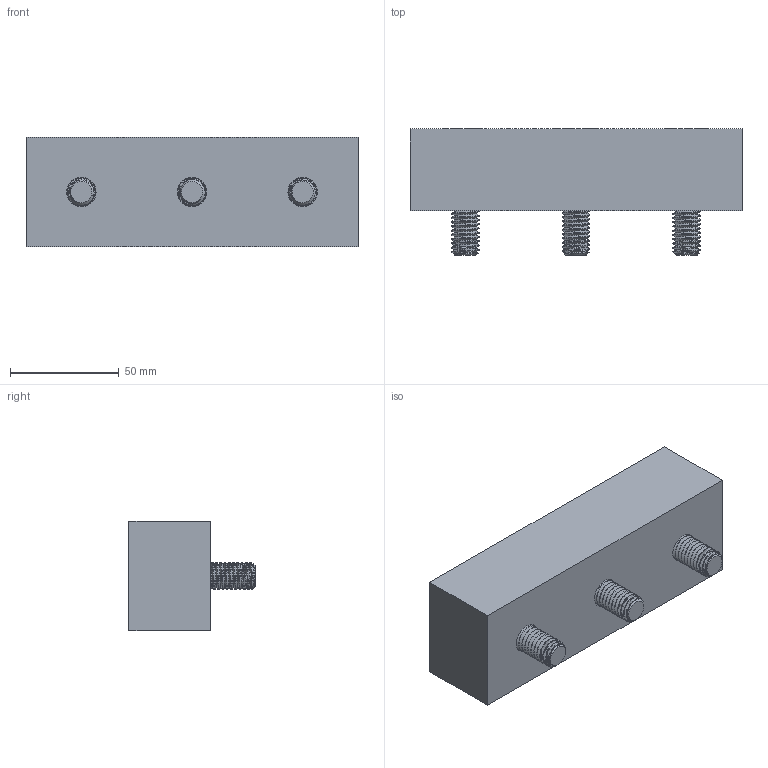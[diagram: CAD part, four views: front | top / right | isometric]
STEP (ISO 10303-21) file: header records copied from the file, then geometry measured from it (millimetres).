
FILE_DESCRIPTION (( 'STEP AP214' ), '1' );
FILE_NAME ('33360.STEP', '2018-04-17T13:19:22', ( 'Mike W' ), ( '' ), 'SwSTEP 2.0', 'SolidWorks 2017', '' );
FILE_SCHEMA (( 'AUTOMOTIVE_DESIGN' ));
Length unit declared in the file: inch
Products named in the file (3): 1213134 SHCS_1213134 SHCS; 333601_333601; 33360
Assembly tree (4 placements, depth 2):
  33360
    333601_333601
    1213134 SHCS_1213134 SHCS  x3
Bounding box: 152.4 x 57.91 x 50.29 mm (x, y, z)
Volume: 288454 mm3; surface area: 47493 mm2
Topology: 4 solids, 4 shells, 351 faces, 942 edges, 608 vertices
Faces by surface type: cylinder 255, cone 51, plane 39, bspline 6
Entity records: 6187 total; most frequent: CARTESIAN_POINT 3255, ORIENTED_EDGE 692, DIRECTION 498, EDGE_CURVE 346, VERTEX_POINT 224, AXIS2_PLACEMENT_3D 186, EDGE_LOOP 142, FACE_OUTER_BOUND 131
